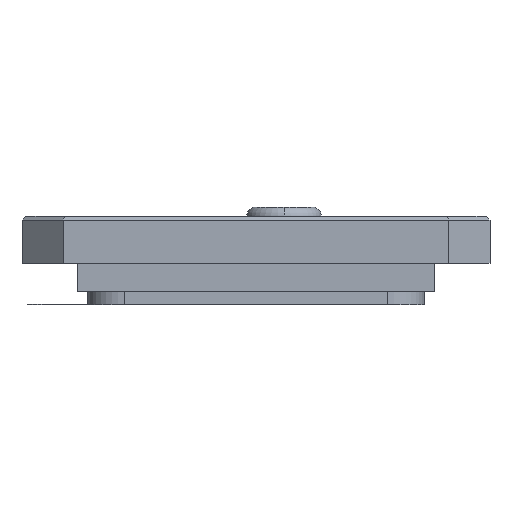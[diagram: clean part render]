
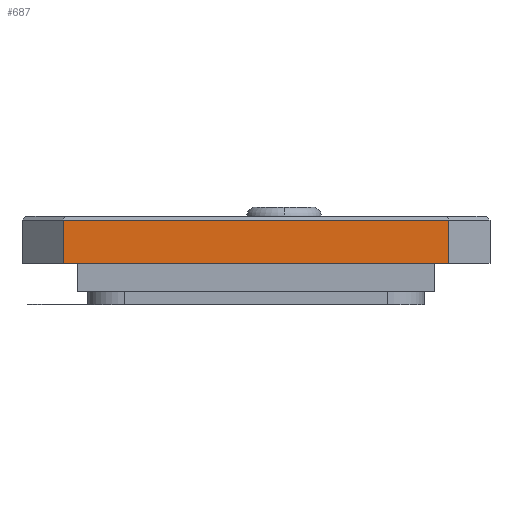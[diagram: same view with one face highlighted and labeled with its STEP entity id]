
A CAD part, left-side view. The second image highlights one B-rep face of the part: STEP entity #687.
In plain terms, the highlighted planar face has unit normal (-1, 0, 0).
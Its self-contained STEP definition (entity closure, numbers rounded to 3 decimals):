
#80=DIRECTION('',(0.,1.,0.));
#81=VECTOR('',#80,20.6);
#82=CARTESIAN_POINT('',(-12.5,-10.3,-2.5));
#83=LINE('',#82,#81);
#112=DIRECTION('',(0.,0.,1.));
#113=VECTOR('',#112,2.3);
#114=CARTESIAN_POINT('',(-12.5,-10.3,-2.5));
#115=LINE('',#114,#113);
#120=DIRECTION('',(0.,-1.,0.));
#121=VECTOR('',#120,20.6);
#122=CARTESIAN_POINT('',(-12.5,10.3,-0.2));
#123=LINE('',#122,#121);
#124=DIRECTION('',(0.,0.,-1.));
#125=VECTOR('',#124,2.3);
#126=CARTESIAN_POINT('',(-12.5,10.3,-0.2));
#127=LINE('',#126,#125);
#466=CARTESIAN_POINT('',(-12.5,10.3,-0.2));
#467=VERTEX_POINT('',#466);
#468=CARTESIAN_POINT('',(-12.5,-10.3,-0.2));
#469=VERTEX_POINT('',#468);
#484=CARTESIAN_POINT('',(-12.5,-10.3,-2.5));
#485=CARTESIAN_POINT('',(-12.5,10.3,-2.5));
#486=VERTEX_POINT('',#484);
#487=VERTEX_POINT('',#485);
#674=CARTESIAN_POINT('',(-12.5,12.5,0.));
#675=DIRECTION('',(-1.,0.,0.));
#676=DIRECTION('',(0.,-1.,0.));
#677=AXIS2_PLACEMENT_3D('',#674,#675,#676);
#678=PLANE('',#677);
#679=ORIENTED_EDGE('',*,*,#628,.T.);
#681=ORIENTED_EDGE('',*,*,#680,.F.);
#683=ORIENTED_EDGE('',*,*,#682,.T.);
#684=ORIENTED_EDGE('',*,*,#667,.F.);
#685=EDGE_LOOP('',(#679,#681,#683,#684));
#686=FACE_OUTER_BOUND('',#685,.F.);
#687=ADVANCED_FACE('',(#686),#678,.T.);
#628=EDGE_CURVE('',#486,#487,#83,.T.);
#667=EDGE_CURVE('',#486,#469,#115,.T.);
#680=EDGE_CURVE('',#467,#487,#127,.T.);
#682=EDGE_CURVE('',#467,#469,#123,.T.);
